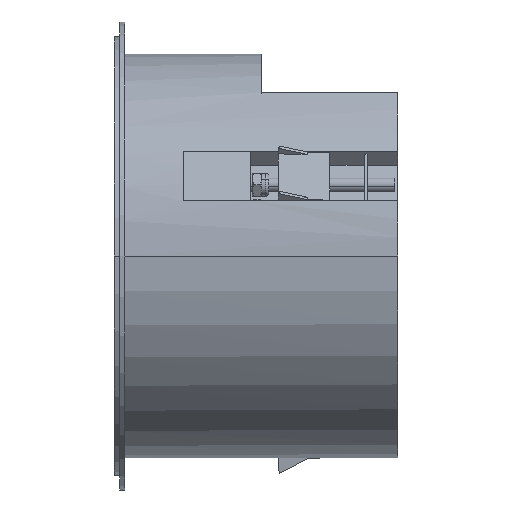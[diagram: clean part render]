
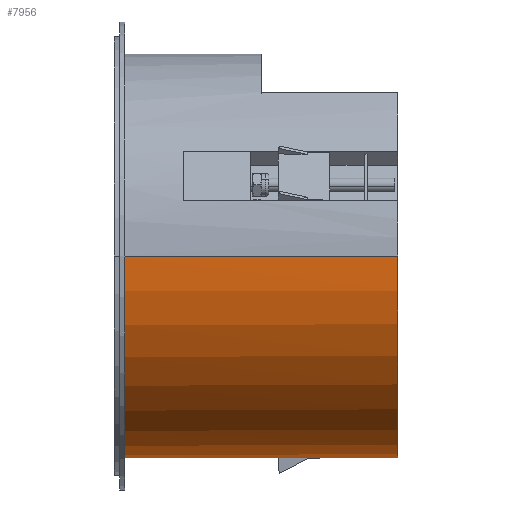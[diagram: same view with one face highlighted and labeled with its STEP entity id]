
A CAD part, left-side view. The second image highlights one B-rep face of the part: STEP entity #7956.
In plain terms, the highlighted cylindrical face has radius 60.25 mm (diameter 120.5 mm), a partial arc.
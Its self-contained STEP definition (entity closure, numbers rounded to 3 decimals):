
#741 = VERTEX_POINT ( 'NONE', #4041 ) ;
#746 = VERTEX_POINT ( 'NONE', #30380 ) ;
#1189 = CARTESIAN_POINT ( 'NONE',  ( 14.709, -84.7, -58.427 ) ) ;
#1600 = ORIENTED_EDGE ( 'NONE', *, *, #22604, .F. ) ;
#2517 = DIRECTION ( 'NONE',  ( -1., 0., 0. ) ) ;
#3475 = DIRECTION ( 'NONE',  ( -1., 0., 0. ) ) ;
#3936 = EDGE_CURVE ( 'NONE', #32115, #32676, #28914, .T. ) ;
#4041 = CARTESIAN_POINT ( 'NONE',  ( -60.25, -84.7, 0. ) ) ;
#4339 = DIRECTION ( 'NONE',  ( 0., -1., 0. ) ) ;
#4381 = AXIS2_PLACEMENT_3D ( 'NONE', #24111, #4384, #27428 ) ;
#4384 = DIRECTION ( 'NONE',  ( 0., 1., 0. ) ) ;
#4439 = VERTEX_POINT ( 'NONE', #11588 ) ;
#4919 = EDGE_CURVE ( 'NONE', #34342, #30813, #24756, .T. ) ;
#5243 = CARTESIAN_POINT ( 'NONE',  ( 60.25, -84.7, 0. ) ) ;
#5809 = VERTEX_POINT ( 'NONE', #5243 ) ;
#5972 = EDGE_LOOP ( 'NONE', ( #1600, #10426, #33433, #39634, #23395, #22360, #37317, #8595, #11502, #30762 ) ) ;
#6907 = CARTESIAN_POINT ( 'NONE',  ( 14.709, -19.696, -58.427 ) ) ;
#7956 = ADVANCED_FACE ( 'NONE', ( #28702 ), #36380, .T. ) ;
#8205 = LINE ( 'NONE', #23050, #32380 ) ;
#8595 = ORIENTED_EDGE ( 'NONE', *, *, #16316, .T. ) ;
#10426 = ORIENTED_EDGE ( 'NONE', *, *, #20302, .T. ) ;
#10851 = AXIS2_PLACEMENT_3D ( 'NONE', #41905, #22236, #2517 ) ;
#11502 = ORIENTED_EDGE ( 'NONE', *, *, #19582, .T. ) ;
#11588 = CARTESIAN_POINT ( 'NONE',  ( -60.25, -2.2, 0. ) ) ;
#11972 = CARTESIAN_POINT ( 'NONE',  ( -1.188, -40.7, -60.238 ) ) ;
#12898 = CARTESIAN_POINT ( 'NONE',  ( -60.25, 0., 0. ) ) ;
#13453 = LINE ( 'NONE', #40590, #39746 ) ;
#14408 = DIRECTION ( 'NONE',  ( 0., -1., 0. ) ) ;
#14944 = CARTESIAN_POINT ( 'NONE',  ( 0., -20.7, 0. ) ) ;
#15675 = CARTESIAN_POINT ( 'NONE',  ( 14.709, -20.7, -58.427 ) ) ;
#16099 = DIRECTION ( 'NONE',  ( 0., 1., 0. ) ) ;
#16301 = DIRECTION ( 'NONE',  ( 0., -1., 0. ) ) ;
#16316 = EDGE_CURVE ( 'NONE', #32676, #741, #31600, .T. ) ;
#16567 = DIRECTION ( 'NONE',  ( 0., 1., 0. ) ) ;
#16849 = DIRECTION ( 'NONE',  ( 0., -1., 0. ) ) ;
#18270 = DIRECTION ( 'NONE',  ( 1., 0., 0. ) ) ;
#19582 = EDGE_CURVE ( 'NONE', #741, #4439, #37296, .T. ) ;
#20302 = EDGE_CURVE ( 'NONE', #5809, #30813, #36696, .T. ) ;
#20598 = CIRCLE ( 'NONE', #26138, 60.25 ) ;
#21340 = CARTESIAN_POINT ( 'NONE',  ( -1.188, -3.787, -60.238 ) ) ;
#22236 = DIRECTION ( 'NONE',  ( 0., 1., 0. ) ) ;
#22360 = ORIENTED_EDGE ( 'NONE', *, *, #36972, .T. ) ;
#22604 = EDGE_CURVE ( 'NONE', #5809, #746, #8205, .T. ) ;
#23050 = CARTESIAN_POINT ( 'NONE',  ( 60.25, 0., 0. ) ) ;
#23395 = ORIENTED_EDGE ( 'NONE', *, *, #29467, .F. ) ;
#24111 = CARTESIAN_POINT ( 'NONE',  ( 0., -84.7, 0. ) ) ;
#24656 = DIRECTION ( 'NONE',  ( 0., -1., 0. ) ) ;
#24756 = LINE ( 'NONE', #6907, #26803 ) ;
#26027 = CARTESIAN_POINT ( 'NONE',  ( -1.188, -20.7, -60.238 ) ) ;
#26138 = AXIS2_PLACEMENT_3D ( 'NONE', #14944, #37955, #18270 ) ;
#26491 = VECTOR ( 'NONE', #16099, 1000. ) ;
#26511 = CARTESIAN_POINT ( 'NONE',  ( 0., 0., 0. ) ) ;
#26803 = VECTOR ( 'NONE', #16849, 1000. ) ;
#27015 = VERTEX_POINT ( 'NONE', #26027 ) ;
#27428 = DIRECTION ( 'NONE',  ( -1., 0., 0. ) ) ;
#27560 = CARTESIAN_POINT ( 'NONE',  ( 14.709, -20.7, -58.427 ) ) ;
#27849 = AXIS2_PLACEMENT_3D ( 'NONE', #26511, #16567, #3475 ) ;
#27887 = VECTOR ( 'NONE', #24656, 1000. ) ;
#28545 = CARTESIAN_POINT ( 'NONE',  ( -1.188, -84.7, -60.238 ) ) ;
#28702 = FACE_OUTER_BOUND ( 'NONE', #5972, .T. ) ;
#28914 = LINE ( 'NONE', #21340, #27887 ) ;
#29467 = EDGE_CURVE ( 'NONE', #27015, #30029, #20598, .T. ) ;
#30029 = VERTEX_POINT ( 'NONE', #15675 ) ;
#30343 = AXIS2_PLACEMENT_3D ( 'NONE', #36005, #16301, #39312 ) ;
#30380 = CARTESIAN_POINT ( 'NONE',  ( 60.25, -2.2, 0. ) ) ;
#30423 = VECTOR ( 'NONE', #14408, 1000. ) ;
#30762 = ORIENTED_EDGE ( 'NONE', *, *, #32384, .T. ) ;
#30813 = VERTEX_POINT ( 'NONE', #1189 ) ;
#30814 = EDGE_CURVE ( 'NONE', #30029, #34342, #39162, .T. ) ;
#31600 = CIRCLE ( 'NONE', #10851, 60.25 ) ;
#32115 = VERTEX_POINT ( 'NONE', #11972 ) ;
#32380 = VECTOR ( 'NONE', #42602, 1000. ) ;
#32384 = EDGE_CURVE ( 'NONE', #4439, #746, #35948, .T. ) ;
#32676 = VERTEX_POINT ( 'NONE', #28545 ) ;
#33433 = ORIENTED_EDGE ( 'NONE', *, *, #4919, .F. ) ;
#34342 = VERTEX_POINT ( 'NONE', #35890 ) ;
#35890 = CARTESIAN_POINT ( 'NONE',  ( 14.709, -40.7, -58.427 ) ) ;
#35948 = CIRCLE ( 'NONE', #30343, 60.25 ) ;
#36005 = CARTESIAN_POINT ( 'NONE',  ( 0., -2.2, 0. ) ) ;
#36380 = CYLINDRICAL_SURFACE ( 'NONE', #27849, 60.25 ) ;
#36696 = CIRCLE ( 'NONE', #4381, 60.25 ) ;
#36972 = EDGE_CURVE ( 'NONE', #27015, #32115, #13453, .T. ) ;
#37296 = LINE ( 'NONE', #12898, #26491 ) ;
#37317 = ORIENTED_EDGE ( 'NONE', *, *, #3936, .T. ) ;
#37955 = DIRECTION ( 'NONE',  ( 0., -1., 0. ) ) ;
#39162 = LINE ( 'NONE', #27560, #30423 ) ;
#39312 = DIRECTION ( 'NONE',  ( 1., 0., 0. ) ) ;
#39634 = ORIENTED_EDGE ( 'NONE', *, *, #30814, .F. ) ;
#39746 = VECTOR ( 'NONE', #4339, 1000. ) ;
#40590 = CARTESIAN_POINT ( 'NONE',  ( -1.188, -20.7, -60.238 ) ) ;
#41905 = CARTESIAN_POINT ( 'NONE',  ( 0., -84.7, 0. ) ) ;
#42602 = DIRECTION ( 'NONE',  ( 0., 1., 0. ) ) ;
